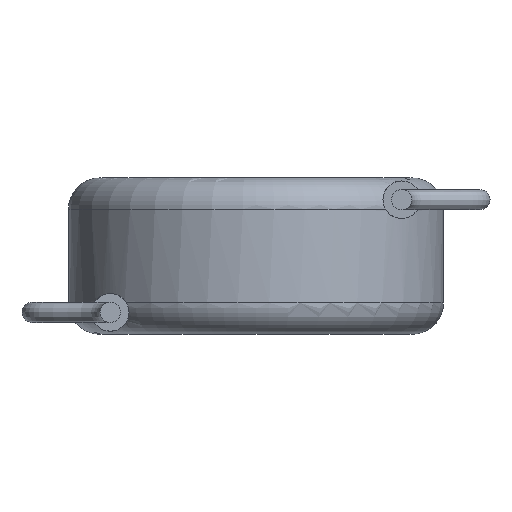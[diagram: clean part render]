
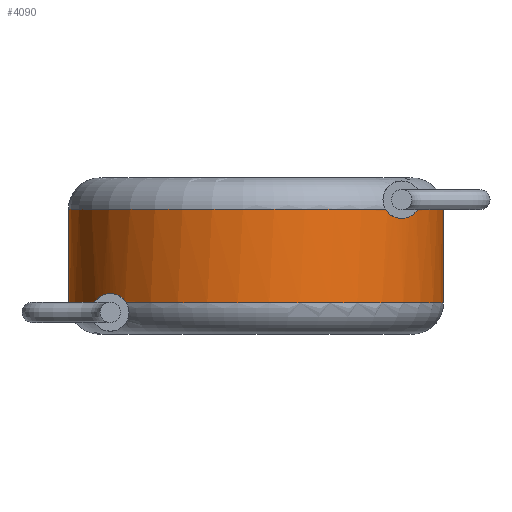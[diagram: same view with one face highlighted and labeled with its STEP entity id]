
A CAD part, front view. The second image highlights one B-rep face of the part: STEP entity #4090.
In plain terms, the highlighted cylindrical face has radius 6 mm (diameter 12 mm), a partial arc.
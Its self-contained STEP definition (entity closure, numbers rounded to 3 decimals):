
#5 = EDGE_CURVE ( 'NONE', #967, #1260, #1666, .T. ) ;
#10 = AXIS2_PLACEMENT_3D ( 'NONE', #2732, #1492, #3965 ) ;
#31 = CARTESIAN_POINT ( 'NONE',  ( 5.181, -3.026, 4. ) ) ;
#55 = EDGE_CURVE ( 'NONE', #1260, #3968, #2771, .T. ) ;
#127 = EDGE_CURVE ( 'NONE', #967, #1023, #3607, .T. ) ;
#291 = DIRECTION ( 'NONE',  ( 0., 0., 1. ) ) ;
#350 = ORIENTED_EDGE ( 'NONE', *, *, #670, .F. ) ;
#397 = B_SPLINE_CURVE_WITH_KNOTS ( 'NONE', 3,
 ( #2142, #3085, #3378, #3711, #1161, #3071 ),
 .UNSPECIFIED., .F., .F.,
 ( 4, 2, 4 ),
 ( 0.002, 0.003, 0.003 ),
 .UNSPECIFIED. ) ;
#398 = CARTESIAN_POINT ( 'NONE',  ( -4.575, -3.884, 1.297 ) ) ;
#460 = CARTESIAN_POINT ( 'NONE',  ( 6., 0., 1. ) ) ;
#471 = AXIS2_PLACEMENT_3D ( 'NONE', #1818, #4011, #1201 ) ;
#513 = ORIENTED_EDGE ( 'NONE', *, *, #3995, .F. ) ;
#527 = DIRECTION ( 'NONE',  ( 1., 0., 0. ) ) ;
#557 = VERTEX_POINT ( 'NONE', #1744 ) ;
#646 = CARTESIAN_POINT ( 'NONE',  ( 5.113, -3.14, 3.903 ) ) ;
#670 = EDGE_CURVE ( 'NONE', #2360, #2219, #2766, .T. ) ;
#814 = ORIENTED_EDGE ( 'NONE', *, *, #1164, .T. ) ;
#830 = CARTESIAN_POINT ( 'NONE',  ( 0., 0., 4. ) ) ;
#902 = CARTESIAN_POINT ( 'NONE',  ( 4.767, -3.648, 3.703 ) ) ;
#911 = ORIENTED_EDGE ( 'NONE', *, *, #1887, .F. ) ;
#950 = FACE_OUTER_BOUND ( 'NONE', #990, .T. ) ;
#960 = CARTESIAN_POINT ( 'NONE',  ( -4.482, -3.992, 1.277 ) ) ;
#967 = VERTEX_POINT ( 'NONE', #1811 ) ;
#985 = CARTESIAN_POINT ( 'NONE',  ( 5.036, -3.263, 3.83 ) ) ;
#990 = EDGE_LOOP ( 'NONE', ( #350, #2123, #513, #3501, #3160, #3498, #1213, #2155, #911, #814 ) ) ;
#1023 = VERTEX_POINT ( 'NONE', #3962 ) ;
#1111 = VERTEX_POINT ( 'NONE', #1733 ) ;
#1157 = EDGE_CURVE ( 'NONE', #1111, #4064, #397, .T. ) ;
#1161 = CARTESIAN_POINT ( 'NONE',  ( -5.119, -3.133, 1.106 ) ) ;
#1164 = EDGE_CURVE ( 'NONE', #557, #2219, #2955, .T. ) ;
#1201 = DIRECTION ( 'NONE',  ( -1., 0., 0. ) ) ;
#1213 = ORIENTED_EDGE ( 'NONE', *, *, #3940, .T. ) ;
#1260 = VERTEX_POINT ( 'NONE', #3685 ) ;
#1276 = B_SPLINE_CURVE_WITH_KNOTS ( 'NONE', 3,
 ( #2851, #3789, #2826, #960, #398, #2895 ),
 .UNSPECIFIED., .F., .F.,
 ( 4, 2, 4 ),
 ( 0.001, 0.002, 0.002 ),
 .UNSPECIFIED. ) ;
#1290 = CIRCLE ( 'NONE', #3753, 6. ) ;
#1492 = DIRECTION ( 'NONE',  ( 0., 0., -1. ) ) ;
#1514 = B_SPLINE_CURVE_WITH_KNOTS ( 'NONE', 3,
 ( #1545, #902, #2798, #3453, #985, #646, #3816, #31 ),
 .UNSPECIFIED., .F., .F.,
 ( 4, 2, 2, 4 ),
 ( 0., 0., 0.001, 0.001 ),
 .UNSPECIFIED. ) ;
#1522 = CARTESIAN_POINT ( 'NONE',  ( 4.211, -4.275, 3.889 ) ) ;
#1545 = CARTESIAN_POINT ( 'NONE',  ( 4.663, -3.775, 3.703 ) ) ;
#1666 = CIRCLE ( 'NONE', #10, 6. ) ;
#1733 = CARTESIAN_POINT ( 'NONE',  ( -4.663, -3.775, 1.297 ) ) ;
#1744 = CARTESIAN_POINT ( 'NONE',  ( -4.146, -4.337, 1. ) ) ;
#1777 = CIRCLE ( 'NONE', #3869, 6. ) ;
#1811 = CARTESIAN_POINT ( 'NONE',  ( 4.146, -4.337, 4. ) ) ;
#1818 = CARTESIAN_POINT ( 'NONE',  ( 0., 0., 5. ) ) ;
#1853 = CARTESIAN_POINT ( 'NONE',  ( -6., 0., 5. ) ) ;
#1887 = EDGE_CURVE ( 'NONE', #557, #1111, #1276, .T. ) ;
#1972 = VERTEX_POINT ( 'NONE', #2297 ) ;
#2077 = CYLINDRICAL_SURFACE ( 'NONE', #471, 6. ) ;
#2086 = DIRECTION ( 'NONE',  ( 1., 0., 0. ) ) ;
#2123 = ORIENTED_EDGE ( 'NONE', *, *, #3142, .T. ) ;
#2142 = CARTESIAN_POINT ( 'NONE',  ( -4.663, -3.775, 1.297 ) ) ;
#2150 = DIRECTION ( 'NONE',  ( 1., 0., 0. ) ) ;
#2155 = ORIENTED_EDGE ( 'NONE', *, *, #1157, .F. ) ;
#2219 = VERTEX_POINT ( 'NONE', #460 ) ;
#2297 = CARTESIAN_POINT ( 'NONE',  ( 5.181, -3.026, 4. ) ) ;
#2360 = VERTEX_POINT ( 'NONE', #3699 ) ;
#2419 = CARTESIAN_POINT ( 'NONE',  ( 6., 0., 5. ) ) ;
#2463 = CARTESIAN_POINT ( 'NONE',  ( 4.146, -4.337, 4. ) ) ;
#2489 = CARTESIAN_POINT ( 'NONE',  ( 4.481, -3.992, 3.723 ) ) ;
#2553 = CARTESIAN_POINT ( 'NONE',  ( -5.181, -3.026, 1. ) ) ;
#2732 = CARTESIAN_POINT ( 'NONE',  ( 0., 0., 4. ) ) ;
#2766 = LINE ( 'NONE', #2419, #3632 ) ;
#2771 = LINE ( 'NONE', #1853, #3882 ) ;
#2779 = CARTESIAN_POINT ( 'NONE',  ( 4.3, -4.187, 3.815 ) ) ;
#2798 = CARTESIAN_POINT ( 'NONE',  ( 4.862, -3.52, 3.728 ) ) ;
#2805 = CARTESIAN_POINT ( 'NONE',  ( 4.663, -3.775, 3.703 ) ) ;
#2826 = CARTESIAN_POINT ( 'NONE',  ( -4.301, -4.186, 1.185 ) ) ;
#2851 = CARTESIAN_POINT ( 'NONE',  ( -4.146, -4.337, 1. ) ) ;
#2895 = CARTESIAN_POINT ( 'NONE',  ( -4.663, -3.775, 1.297 ) ) ;
#2955 = CIRCLE ( 'NONE', #3286, 6. ) ;
#3071 = CARTESIAN_POINT ( 'NONE',  ( -5.181, -3.026, 1. ) ) ;
#3085 = CARTESIAN_POINT ( 'NONE',  ( -4.765, -3.649, 1.297 ) ) ;
#3133 = CARTESIAN_POINT ( 'NONE',  ( -6., 0., 1. ) ) ;
#3142 = EDGE_CURVE ( 'NONE', #2360, #1972, #1290, .T. ) ;
#3160 = ORIENTED_EDGE ( 'NONE', *, *, #5, .T. ) ;
#3212 = CARTESIAN_POINT ( 'NONE',  ( 0., 0., 1. ) ) ;
#3286 = AXIS2_PLACEMENT_3D ( 'NONE', #3980, #3425, #527 ) ;
#3362 = DIRECTION ( 'NONE',  ( 0., 0., -1. ) ) ;
#3378 = CARTESIAN_POINT ( 'NONE',  ( -4.863, -3.518, 1.271 ) ) ;
#3403 = CARTESIAN_POINT ( 'NONE',  ( 4.574, -3.886, 3.703 ) ) ;
#3425 = DIRECTION ( 'NONE',  ( 0., 0., 1. ) ) ;
#3453 = CARTESIAN_POINT ( 'NONE',  ( 4.994, -3.327, 3.8 ) ) ;
#3498 = ORIENTED_EDGE ( 'NONE', *, *, #55, .T. ) ;
#3501 = ORIENTED_EDGE ( 'NONE', *, *, #127, .F. ) ;
#3607 = B_SPLINE_CURVE_WITH_KNOTS ( 'NONE', 3,
 ( #2463, #1522, #2779, #2489, #3403, #2805 ),
 .UNSPECIFIED., .F., .F.,
 ( 4, 2, 4 ),
 ( 0.004, 0.005, 0.005 ),
 .UNSPECIFIED. ) ;
#3632 = VECTOR ( 'NONE', #3362, 1000. ) ;
#3650 = DIRECTION ( 'NONE',  ( 0., 0., -1. ) ) ;
#3685 = CARTESIAN_POINT ( 'NONE',  ( -6., 0., 4. ) ) ;
#3699 = CARTESIAN_POINT ( 'NONE',  ( 6., 0., 4. ) ) ;
#3711 = CARTESIAN_POINT ( 'NONE',  ( -5.038, -3.263, 1.176 ) ) ;
#3753 = AXIS2_PLACEMENT_3D ( 'NONE', #830, #3650, #2150 ) ;
#3789 = CARTESIAN_POINT ( 'NONE',  ( -4.211, -4.275, 1.111 ) ) ;
#3816 = CARTESIAN_POINT ( 'NONE',  ( 5.15, -3.08, 3.947 ) ) ;
#3869 = AXIS2_PLACEMENT_3D ( 'NONE', #3212, #291, #2086 ) ;
#3882 = VECTOR ( 'NONE', #4050, 1000. ) ;
#3940 = EDGE_CURVE ( 'NONE', #3968, #4064, #1777, .T. ) ;
#3962 = CARTESIAN_POINT ( 'NONE',  ( 4.663, -3.775, 3.703 ) ) ;
#3965 = DIRECTION ( 'NONE',  ( 1., 0., 0. ) ) ;
#3968 = VERTEX_POINT ( 'NONE', #3133 ) ;
#3980 = CARTESIAN_POINT ( 'NONE',  ( 0., 0., 1. ) ) ;
#3995 = EDGE_CURVE ( 'NONE', #1023, #1972, #1514, .T. ) ;
#4011 = DIRECTION ( 'NONE',  ( 0., 0., -1. ) ) ;
#4050 = DIRECTION ( 'NONE',  ( 0., 0., -1. ) ) ;
#4064 = VERTEX_POINT ( 'NONE', #2553 ) ;
#4090 = ADVANCED_FACE ( 'NONE', ( #950 ), #2077, .T. ) ;
